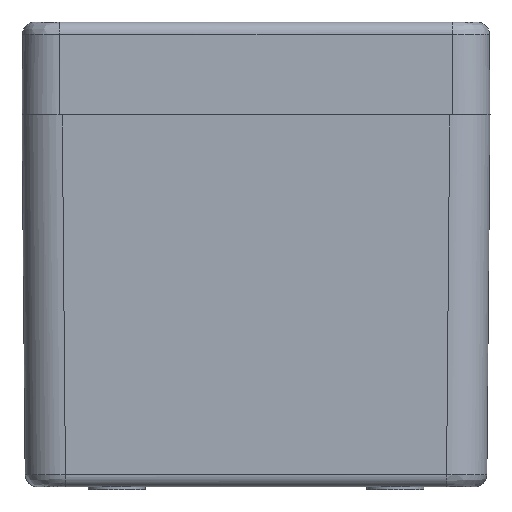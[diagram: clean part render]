
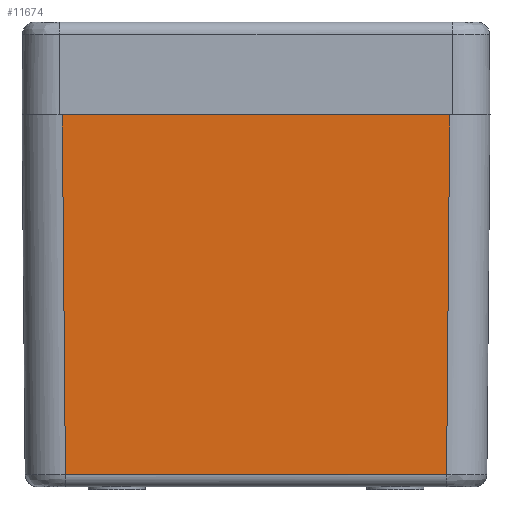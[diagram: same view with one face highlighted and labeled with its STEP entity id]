
A CAD part, left-side view. The second image highlights one B-rep face of the part: STEP entity #11674.
In plain terms, the highlighted planar face has unit normal (-1, 0, -0.009).
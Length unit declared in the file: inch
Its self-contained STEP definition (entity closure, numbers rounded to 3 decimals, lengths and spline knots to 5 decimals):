
#462 = LINE ( 'NONE', #5150, #4136 ) ;
#926 = DIRECTION ( 'NONE',  ( 0.009, -0.009, -1. ) ) ;
#2998 = DIRECTION ( 'NONE',  ( -0.009, 0., 1. ) ) ;
#3005 = EDGE_LOOP ( 'NONE', ( #12804, #10559, #5823, #3514 ) ) ;
#3206 = CARTESIAN_POINT ( 'NONE',  ( -1.58465, 1.48622, 0. ) ) ;
#3432 = DIRECTION ( 'NONE',  ( 0., 1., 0. ) ) ;
#3514 = ORIENTED_EDGE ( 'NONE', *, *, #7495, .T. ) ;
#3598 = CARTESIAN_POINT ( 'NONE',  ( -1.58465, 1.23032, 0. ) ) ;
#4136 = VECTOR ( 'NONE', #11068, 39.37008 ) ;
#4142 = CARTESIAN_POINT ( 'NONE',  ( -1.56471, 0.74311, -2.28415 ) ) ;
#5150 = CARTESIAN_POINT ( 'NONE',  ( -1.58455, -1.23023, -0.01074 ) ) ;
#5174 = CARTESIAN_POINT ( 'NONE',  ( -1.56471, 1.21039, -2.28415 ) ) ;
#5823 = ORIENTED_EDGE ( 'NONE', *, *, #9615, .F. ) ;
#6451 = CARTESIAN_POINT ( 'NONE',  ( -1.58465, 1.48622, 0. ) ) ;
#6685 = CARTESIAN_POINT ( 'NONE',  ( -1.58465, -1.23032, 0. ) ) ;
#6740 = VECTOR ( 'NONE', #926, 39.37008 ) ;
#6786 = VERTEX_POINT ( 'NONE', #14543 ) ;
#6816 = LINE ( 'NONE', #3206, #8181 ) ;
#7495 = EDGE_CURVE ( 'NONE', #14014, #12949, #6816, .T. ) ;
#7611 = DIRECTION ( 'NONE',  ( 0., 1., 0. ) ) ;
#8181 = VECTOR ( 'NONE', #3432, 39.37008 ) ;
#9151 = CARTESIAN_POINT ( 'NONE',  ( -1.58465, 1.23032, 0. ) ) ;
#9238 = EDGE_CURVE ( 'NONE', #12949, #12431, #11457, .T. ) ;
#9450 = EDGE_CURVE ( 'NONE', #6786, #12431, #14588, .T. ) ;
#9615 = EDGE_CURVE ( 'NONE', #14014, #6786, #462, .T. ) ;
#10559 = ORIENTED_EDGE ( 'NONE', *, *, #9450, .F. ) ;
#11068 = DIRECTION ( 'NONE',  ( 0.009, 0.009, -1. ) ) ;
#11457 = LINE ( 'NONE', #9151, #6740 ) ;
#11674 = ADVANCED_FACE ( 'NONE', ( #12287 ), #14592, .T. ) ;
#11729 = VECTOR ( 'NONE', #7611, 39.37008 ) ;
#12287 = FACE_OUTER_BOUND ( 'NONE', #3005, .T. ) ;
#12431 = VERTEX_POINT ( 'NONE', #5174 ) ;
#12804 = ORIENTED_EDGE ( 'NONE', *, *, #9238, .T. ) ;
#12949 = VERTEX_POINT ( 'NONE', #3598 ) ;
#13717 = AXIS2_PLACEMENT_3D ( 'NONE', #6451, #14660, #2998 ) ;
#14014 = VERTEX_POINT ( 'NONE', #6685 ) ;
#14543 = CARTESIAN_POINT ( 'NONE',  ( -1.56471, -1.21039, -2.28415 ) ) ;
#14588 = LINE ( 'NONE', #4142, #11729 ) ;
#14592 = PLANE ( 'NONE',  #13717 ) ;
#14660 = DIRECTION ( 'NONE',  ( -1., 0., -0.009 ) ) ;
